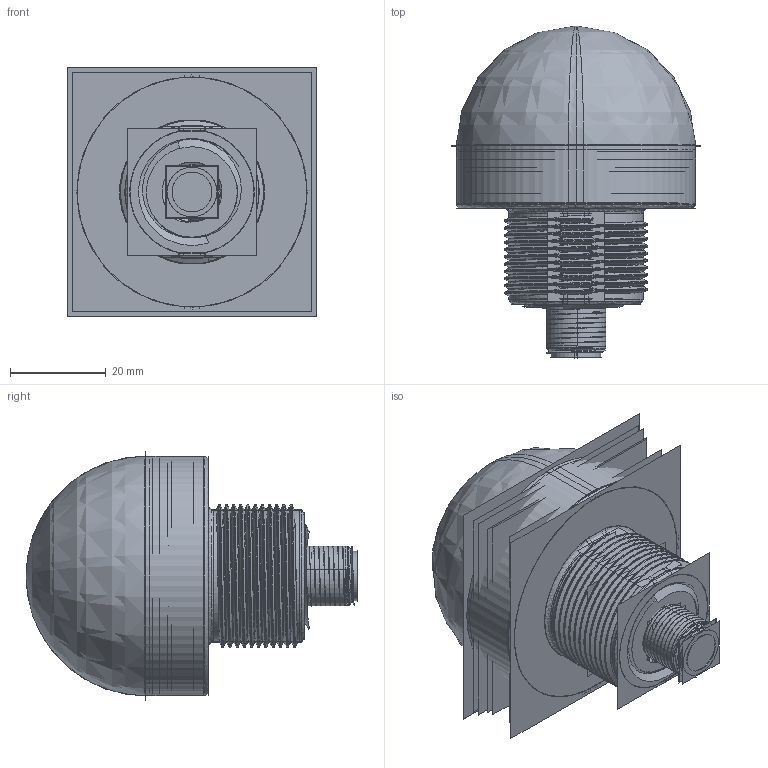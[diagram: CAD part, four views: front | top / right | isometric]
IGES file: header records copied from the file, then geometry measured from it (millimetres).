
Start section:  PTC IGES file: 144870.igs
Global section: file name: 144870.igs; native system: Creo Parametric by PTC Inc.; preprocessor: 2018300; author: pdmadmin; organization: Unknown; date: 20190531.100014; units: millimetre
Bounding box: 52.03 x 69.18 x 52 mm (x, y, z)
Volume: 26802.7 mm3; surface area: 170780.2 mm2
Topology: 4 solids, 4 shells, 848 faces, 4246 edges, 5380 vertices
Faces by surface type: revolution 504, bspline 344
